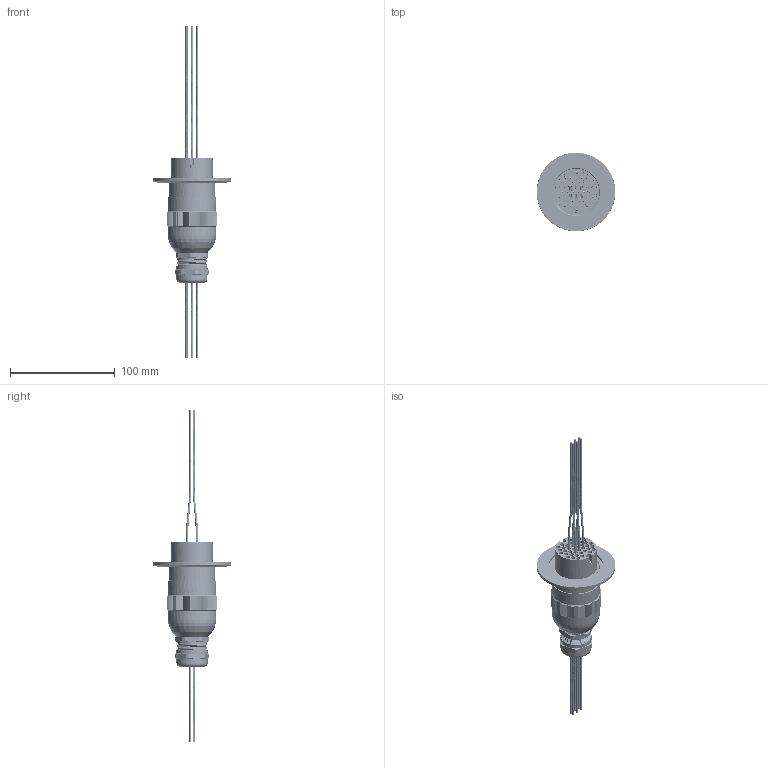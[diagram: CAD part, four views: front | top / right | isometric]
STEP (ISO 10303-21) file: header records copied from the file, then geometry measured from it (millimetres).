
FILE_DESCRIPTION (( 'STEP AP214' ), '1' );
FILE_NAME ('外发模型(带插头+护线筒)-S-KF50-4016.STEP', '2024-08-22T09:32:21', ( '' ), ( '' ), 'SwSTEP 2.0', 'SolidWorks 2020', '' );
FILE_SCHEMA (( 'AUTOMOTIVE_DESIGN' ));
Length unit declared in the file: millimetre
Products named in the file (24): 俋楷耀倰-Z-S-D445-4016-L75-L85; 囀郋躇猾杶 13-18; 萇盄蝶々-1.5-4016; NDL-D16L190; FL-KF50-D445; 誘盄芠蹟簽-LT18-PG21; 囀郋彶踡蛈 13-18; 俋楷耀倰-Z-XF-40P16-VAC-PPS; M3-16-4 - 坋趼芛; 萇盄-1.5-4016; 外发模型-母针卡爪-1615; 俋楷耀倰-CFG-1615; 俋楷耀倰-S-D445-4016-L75-L85; 誘盄芠囀郋-FTL18-M25NX; 俋楷耀倰-XF-40P16-VAC-PPS; 俋楷耀倰-Z-XF-40P16-AIR-PPS; 俋楷耀倰-BLANK-CFG-1615; 俋楷耀倰-Z-CFG-1615+萇盄-1.5-4016; 俋楷耀倰-XF-40P16-AIR-PPS; 萇盄囀郋-1.5-4016; 外发模型(带插头+护线筒)-S-KF50-4016; 誘盄芠俋褲-CPC-M44D18; 誘盄芠-CPC-M44D18; 俋楷耀倰-FL-S-D445-4016-L75-L85
Assembly tree (76 placements, depth 6):
  外发模型(带插头+护线筒)-S-KF50-4016
    FL-KF50-D445
    俋楷耀倰-Z-S-D445-4016-L75-L85
      俋楷耀倰-S-D445-4016-L75-L85
        俋楷耀倰-FL-S-D445-4016-L75-L85
        NDL-D16L190  x40
      誘盄芠-CPC-M44D18
        誘盄芠俋褲-CPC-M44D18
        誘盄芠囀郋-FTL18-M25NX
          誘盄芠蹟簽-LT18-PG21
          囀郋躇猾杶 13-18
          囀郋彶踡蛈 13-18
      俋楷耀倰-Z-XF-40P16-VAC-PPS
        俋楷耀倰-XF-40P16-VAC-PPS
        M3-16-4 - 坋趼芛  x2
        俋楷耀倰-Z-CFG-1615+萇盄-1.5-4016  x6
          俋楷耀倰-CFG-1615
            俋楷耀倰-BLANK-CFG-1615
            外发模型-母针卡爪-1615
          萇盄-1.5-4016
            萇盄囀郋-1.5-4016
            萇盄蝶々-1.5-4016
      俋楷耀倰-Z-XF-40P16-AIR-PPS
        俋楷耀倰-XF-40P16-AIR-PPS
        M3-16-4 - 坋趼芛  x2
        俋楷耀倰-Z-CFG-1615+萇盄-1.5-4016  x6
          俋楷耀倰-CFG-1615
            俋楷耀倰-BLANK-CFG-1615
            外发模型-母针卡爪-1615
          萇盄-1.5-4016
            萇盄囀郋-1.5-4016
            萇盄蝶々-1.5-4016
Bounding box: 74.92 x 74.98 x 316.7 mm (x, y, z)
Volume: 101824.4 mm3; surface area: 118021.8 mm2
Topology: 124 solids, 124 shells, 1972 faces, 5235 edges, 3831 vertices
Faces by surface type: plane 1019, cylinder 636, bspline 148, torus 105, cone 64
Full cylindrical faces by diameter (mm): 0.6 x12, 1.38 x12, 1.56 x40, 1.6 x52, 1.8 x4, 2 x12, 2.3 x12, 2.5 x64, 2.7 x12, 2.8 x52, 2.9 x40, 3.4 x12, 3.5 x16, 4.1 x80, 4.5 x4, 18.5 x1, 19 x2, 21.6 x1, 22.5 x1, 23.9 x1, 24 x1, 24.4 x1, 24.5 x1, 28.3 x8, 29.6 x1, 29.7 x2, 39.5 x2, 42.5 x1, 44.5 x5, 46 x2
Entity records: 67441 total; most frequent: CARTESIAN_POINT 36700, ORIENTED_EDGE 6544, DIRECTION 5023, EDGE_CURVE 3272, VERTEX_POINT 2729, AXIS2_PLACEMENT_3D 2019, EDGE_LOOP 1885, FACE_OUTER_BOUND 1356
